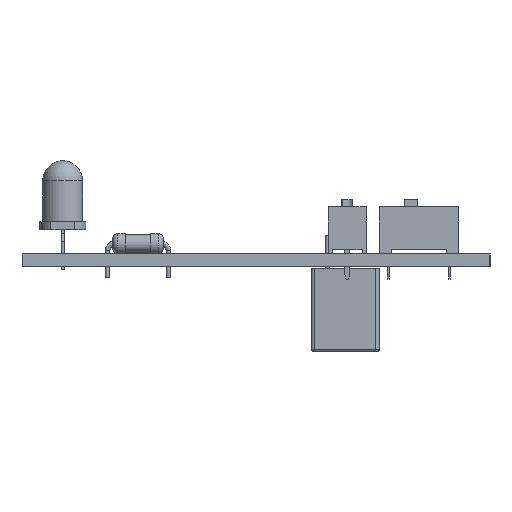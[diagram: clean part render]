
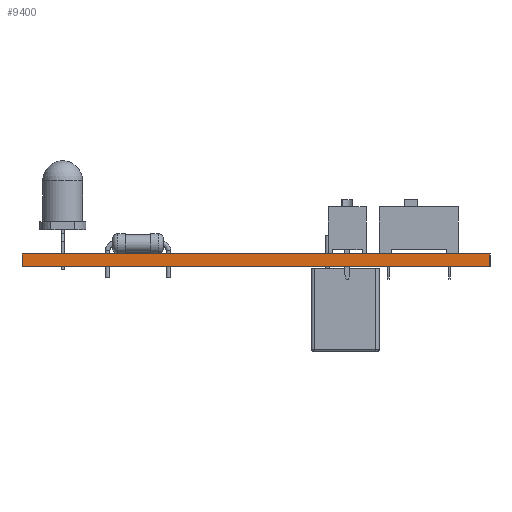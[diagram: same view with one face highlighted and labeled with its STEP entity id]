
A CAD part, left-side view. The second image highlights one B-rep face of the part: STEP entity #9400.
In plain terms, the highlighted planar face has unit normal (-1, 0, 0).
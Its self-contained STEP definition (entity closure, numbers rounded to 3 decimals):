
#9284 = EDGE_CURVE('',#9285,#9287,#9289,.T.);
#9285 = VERTEX_POINT('',#9286);
#9286 = CARTESIAN_POINT('',(105.41,-63.5,0.));
#9287 = VERTEX_POINT('',#9288);
#9288 = CARTESIAN_POINT('',(105.41,-63.5,1.6));
#9289 = SURFACE_CURVE('',#9290,(#9294,#9306),.PCURVE_S1.);
#9290 = LINE('',#9291,#9292);
#9291 = CARTESIAN_POINT('',(105.41,-63.5,0.));
#9292 = VECTOR('',#9293,1.);
#9293 = DIRECTION('',(0.,0.,1.));
#9294 = PCURVE('',#9295,#9300);
#9295 = PLANE('',#9296);
#9296 = AXIS2_PLACEMENT_3D('',#9297,#9298,#9299);
#9297 = CARTESIAN_POINT('',(105.41,-63.5,0.));
#9298 = DIRECTION('',(0.,1.,0.));
#9299 = DIRECTION('',(1.,0.,0.));
#9300 = DEFINITIONAL_REPRESENTATION('',(#9301),#9305);
#9301 = LINE('',#9302,#9303);
#9302 = CARTESIAN_POINT('',(0.,0.));
#9303 = VECTOR('',#9304,1.);
#9304 = DIRECTION('',(0.,-1.));
#9305 = ( GEOMETRIC_REPRESENTATION_CONTEXT(2) 
PARAMETRIC_REPRESENTATION_CONTEXT() REPRESENTATION_CONTEXT('2D SPACE',''
  ) );
#9306 = PCURVE('',#9307,#9312);
#9307 = PLANE('',#9308);
#9308 = AXIS2_PLACEMENT_3D('',#9309,#9310,#9311);
#9309 = CARTESIAN_POINT('',(105.41,-121.92,0.));
#9310 = DIRECTION('',(-1.,0.,0.));
#9311 = DIRECTION('',(0.,1.,0.));
#9312 = DEFINITIONAL_REPRESENTATION('',(#9313),#9317);
#9313 = LINE('',#9314,#9315);
#9314 = CARTESIAN_POINT('',(58.42,0.));
#9315 = VECTOR('',#9316,1.);
#9316 = DIRECTION('',(0.,-1.));
#9317 = ( GEOMETRIC_REPRESENTATION_CONTEXT(2) 
PARAMETRIC_REPRESENTATION_CONTEXT() REPRESENTATION_CONTEXT('2D SPACE',''
  ) );
#9335 = PLANE('',#9336);
#9336 = AXIS2_PLACEMENT_3D('',#9337,#9338,#9339);
#9337 = CARTESIAN_POINT('',(145.415,-92.71,1.6));
#9338 = DIRECTION('',(0.,0.,-1.));
#9339 = DIRECTION('',(-1.,0.,0.));
#9389 = PLANE('',#9390);
#9390 = AXIS2_PLACEMENT_3D('',#9391,#9392,#9393);
#9391 = CARTESIAN_POINT('',(145.415,-92.71,0.));
#9392 = DIRECTION('',(0.,0.,-1.));
#9393 = DIRECTION('',(-1.,0.,0.));
#9400 = ADVANCED_FACE('',(#9401),#9307,.T.);
#9401 = FACE_BOUND('',#9402,.T.);
#9402 = EDGE_LOOP('',(#9403,#9433,#9454,#9455));
#9403 = ORIENTED_EDGE('',*,*,#9404,.T.);
#9404 = EDGE_CURVE('',#9405,#9407,#9409,.T.);
#9405 = VERTEX_POINT('',#9406);
#9406 = CARTESIAN_POINT('',(105.41,-121.92,0.));
#9407 = VERTEX_POINT('',#9408);
#9408 = CARTESIAN_POINT('',(105.41,-121.92,1.6));
#9409 = SURFACE_CURVE('',#9410,(#9414,#9421),.PCURVE_S1.);
#9410 = LINE('',#9411,#9412);
#9411 = CARTESIAN_POINT('',(105.41,-121.92,0.));
#9412 = VECTOR('',#9413,1.);
#9413 = DIRECTION('',(0.,0.,1.));
#9414 = PCURVE('',#9307,#9415);
#9415 = DEFINITIONAL_REPRESENTATION('',(#9416),#9420);
#9416 = LINE('',#9417,#9418);
#9417 = CARTESIAN_POINT('',(0.,0.));
#9418 = VECTOR('',#9419,1.);
#9419 = DIRECTION('',(0.,-1.));
#9420 = ( GEOMETRIC_REPRESENTATION_CONTEXT(2) 
PARAMETRIC_REPRESENTATION_CONTEXT() REPRESENTATION_CONTEXT('2D SPACE',''
  ) );
#9421 = PCURVE('',#9422,#9427);
#9422 = PLANE('',#9423);
#9423 = AXIS2_PLACEMENT_3D('',#9424,#9425,#9426);
#9424 = CARTESIAN_POINT('',(185.42,-121.92,0.));
#9425 = DIRECTION('',(0.,-1.,0.));
#9426 = DIRECTION('',(-1.,0.,0.));
#9427 = DEFINITIONAL_REPRESENTATION('',(#9428),#9432);
#9428 = LINE('',#9429,#9430);
#9429 = CARTESIAN_POINT('',(80.01,0.));
#9430 = VECTOR('',#9431,1.);
#9431 = DIRECTION('',(0.,-1.));
#9432 = ( GEOMETRIC_REPRESENTATION_CONTEXT(2) 
PARAMETRIC_REPRESENTATION_CONTEXT() REPRESENTATION_CONTEXT('2D SPACE',''
  ) );
#9433 = ORIENTED_EDGE('',*,*,#9434,.T.);
#9434 = EDGE_CURVE('',#9407,#9287,#9435,.T.);
#9435 = SURFACE_CURVE('',#9436,(#9440,#9447),.PCURVE_S1.);
#9436 = LINE('',#9437,#9438);
#9437 = CARTESIAN_POINT('',(105.41,-121.92,1.6));
#9438 = VECTOR('',#9439,1.);
#9439 = DIRECTION('',(0.,1.,0.));
#9440 = PCURVE('',#9307,#9441);
#9441 = DEFINITIONAL_REPRESENTATION('',(#9442),#9446);
#9442 = LINE('',#9443,#9444);
#9443 = CARTESIAN_POINT('',(0.,-1.6));
#9444 = VECTOR('',#9445,1.);
#9445 = DIRECTION('',(1.,0.));
#9446 = ( GEOMETRIC_REPRESENTATION_CONTEXT(2) 
PARAMETRIC_REPRESENTATION_CONTEXT() REPRESENTATION_CONTEXT('2D SPACE',''
  ) );
#9447 = PCURVE('',#9335,#9448);
#9448 = DEFINITIONAL_REPRESENTATION('',(#9449),#9453);
#9449 = LINE('',#9450,#9451);
#9450 = CARTESIAN_POINT('',(40.005,-29.21));
#9451 = VECTOR('',#9452,1.);
#9452 = DIRECTION('',(0.,1.));
#9453 = ( GEOMETRIC_REPRESENTATION_CONTEXT(2) 
PARAMETRIC_REPRESENTATION_CONTEXT() REPRESENTATION_CONTEXT('2D SPACE',''
  ) );
#9454 = ORIENTED_EDGE('',*,*,#9284,.F.);
#9455 = ORIENTED_EDGE('',*,*,#9456,.F.);
#9456 = EDGE_CURVE('',#9405,#9285,#9457,.T.);
#9457 = SURFACE_CURVE('',#9458,(#9462,#9469),.PCURVE_S1.);
#9458 = LINE('',#9459,#9460);
#9459 = CARTESIAN_POINT('',(105.41,-121.92,0.));
#9460 = VECTOR('',#9461,1.);
#9461 = DIRECTION('',(0.,1.,0.));
#9462 = PCURVE('',#9307,#9463);
#9463 = DEFINITIONAL_REPRESENTATION('',(#9464),#9468);
#9464 = LINE('',#9465,#9466);
#9465 = CARTESIAN_POINT('',(0.,0.));
#9466 = VECTOR('',#9467,1.);
#9467 = DIRECTION('',(1.,0.));
#9468 = ( GEOMETRIC_REPRESENTATION_CONTEXT(2) 
PARAMETRIC_REPRESENTATION_CONTEXT() REPRESENTATION_CONTEXT('2D SPACE',''
  ) );
#9469 = PCURVE('',#9389,#9470);
#9470 = DEFINITIONAL_REPRESENTATION('',(#9471),#9475);
#9471 = LINE('',#9472,#9473);
#9472 = CARTESIAN_POINT('',(40.005,-29.21));
#9473 = VECTOR('',#9474,1.);
#9474 = DIRECTION('',(0.,1.));
#9475 = ( GEOMETRIC_REPRESENTATION_CONTEXT(2) 
PARAMETRIC_REPRESENTATION_CONTEXT() REPRESENTATION_CONTEXT('2D SPACE',''
  ) );
